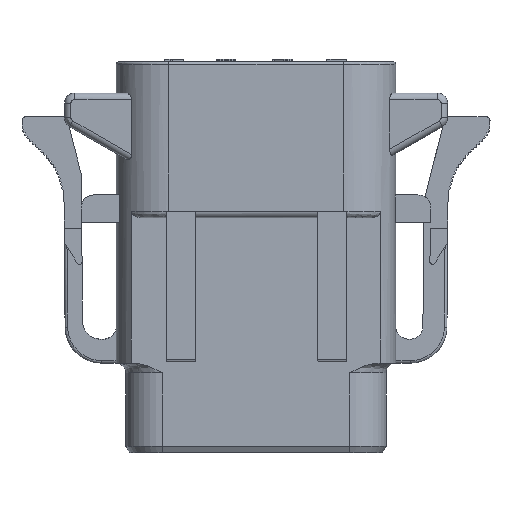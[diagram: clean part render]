
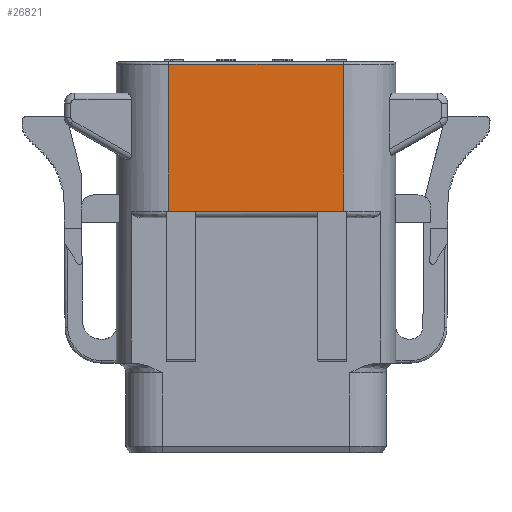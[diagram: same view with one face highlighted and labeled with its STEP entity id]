
A CAD part, left-side view. The second image highlights one B-rep face of the part: STEP entity #26821.
In plain terms, the highlighted planar face has unit normal (-1, 0, 0).
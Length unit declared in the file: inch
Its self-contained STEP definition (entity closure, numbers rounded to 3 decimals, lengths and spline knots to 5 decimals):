
#3768 = LINE ( 'NONE', #14488, #27771 ) ;
#5028 = FACE_OUTER_BOUND ( 'NONE', #17667, .T. ) ;
#5640 = VERTEX_POINT ( 'NONE', #12333 ) ;
#7116 = CARTESIAN_POINT ( 'NONE',  ( -0.30118, 0.26679, 1.17717 ) ) ;
#8951 = ORIENTED_EDGE ( 'NONE', *, *, #54582, .T. ) ;
#9781 = CARTESIAN_POINT ( 'NONE',  ( -0.30118, 0.42323, 0. ) ) ;
#10626 = LINE ( 'NONE', #16245, #11836 ) ;
#11512 = VECTOR ( 'NONE', #53541, 39.37008 ) ;
#11836 = VECTOR ( 'NONE', #48071, 39.37008 ) ;
#12195 = CARTESIAN_POINT ( 'NONE',  ( -0.30118, -0.26378, 1.17717 ) ) ;
#12333 = CARTESIAN_POINT ( 'NONE',  ( -0.30118, -0.18701, 0.73228 ) ) ;
#12354 = EDGE_CURVE ( 'NONE', #50363, #37599, #10626, .T. ) ;
#12952 = CARTESIAN_POINT ( 'NONE',  ( -0.30118, 0.42323, 0.73228 ) ) ;
#13208 = ORIENTED_EDGE ( 'NONE', *, *, #38462, .F. ) ;
#14488 = CARTESIAN_POINT ( 'NONE',  ( -0.30118, -0.26378, 1.09322 ) ) ;
#16245 = CARTESIAN_POINT ( 'NONE',  ( -0.30118, 0.26378, 1.09322 ) ) ;
#16653 = ORIENTED_EDGE ( 'NONE', *, *, #58138, .T. ) ;
#17246 = AXIS2_PLACEMENT_3D ( 'NONE', #9781, #23433, #55264 ) ;
#17667 = EDGE_LOOP ( 'NONE', ( #13208, #50782, #28398, #27507, #8951, #16653 ) ) ;
#18862 = LINE ( 'NONE', #7116, #40239 ) ;
#21702 = CARTESIAN_POINT ( 'NONE',  ( -0.30118, 0.42323, 0.73228 ) ) ;
#23433 = DIRECTION ( 'NONE',  ( -1., 0., 0. ) ) ;
#25015 = VERTEX_POINT ( 'NONE', #12195 ) ;
#26082 = DIRECTION ( 'NONE',  ( 0., -1., 0. ) ) ;
#26821 = ADVANCED_FACE ( 'NONE', ( #5028 ), #36963, .T. ) ;
#27303 = CARTESIAN_POINT ( 'NONE',  ( -0.30118, 0.26378, 1.17717 ) ) ;
#27507 = ORIENTED_EDGE ( 'NONE', *, *, #53191, .T. ) ;
#27771 = VECTOR ( 'NONE', #41688, 39.37008 ) ;
#28398 = ORIENTED_EDGE ( 'NONE', *, *, #12354, .F. ) ;
#35923 = LINE ( 'NONE', #57901, #57287 ) ;
#36263 = CARTESIAN_POINT ( 'NONE',  ( -0.30118, -0.26378, 0.73228 ) ) ;
#36963 = PLANE ( 'NONE',  #17246 ) ;
#37599 = VERTEX_POINT ( 'NONE', #27303 ) ;
#38438 = VERTEX_POINT ( 'NONE', #55228 ) ;
#38462 = EDGE_CURVE ( 'NONE', #25015, #46289, #3768, .T. ) ;
#40184 = DIRECTION ( 'NONE',  ( 0., -1., 0. ) ) ;
#40239 = VECTOR ( 'NONE', #57129, 39.37008 ) ;
#41688 = DIRECTION ( 'NONE',  ( 0., 0., -1. ) ) ;
#46289 = VERTEX_POINT ( 'NONE', #36263 ) ;
#46372 = LINE ( 'NONE', #21702, #11512 ) ;
#46952 = CARTESIAN_POINT ( 'NONE',  ( -0.30118, 0.26378, 0.73228 ) ) ;
#48071 = DIRECTION ( 'NONE',  ( 0., 0., 1. ) ) ;
#50363 = VERTEX_POINT ( 'NONE', #46952 ) ;
#50782 = ORIENTED_EDGE ( 'NONE', *, *, #53101, .F. ) ;
#52356 = VECTOR ( 'NONE', #40184, 39.37008 ) ;
#53101 = EDGE_CURVE ( 'NONE', #37599, #25015, #18862, .T. ) ;
#53191 = EDGE_CURVE ( 'NONE', #50363, #38438, #35923, .T. ) ;
#53541 = DIRECTION ( 'NONE',  ( 0., -1., 0. ) ) ;
#53783 = LINE ( 'NONE', #12952, #52356 ) ;
#54582 = EDGE_CURVE ( 'NONE', #38438, #5640, #46372, .T. ) ;
#55228 = CARTESIAN_POINT ( 'NONE',  ( -0.30118, 0.18307, 0.73228 ) ) ;
#55264 = DIRECTION ( 'NONE',  ( 0., 0., 1. ) ) ;
#57129 = DIRECTION ( 'NONE',  ( 0., -1., 0. ) ) ;
#57287 = VECTOR ( 'NONE', #26082, 39.37008 ) ;
#57901 = CARTESIAN_POINT ( 'NONE',  ( -0.30118, 0.42323, 0.73228 ) ) ;
#58138 = EDGE_CURVE ( 'NONE', #5640, #46289, #53783, .T. ) ;
